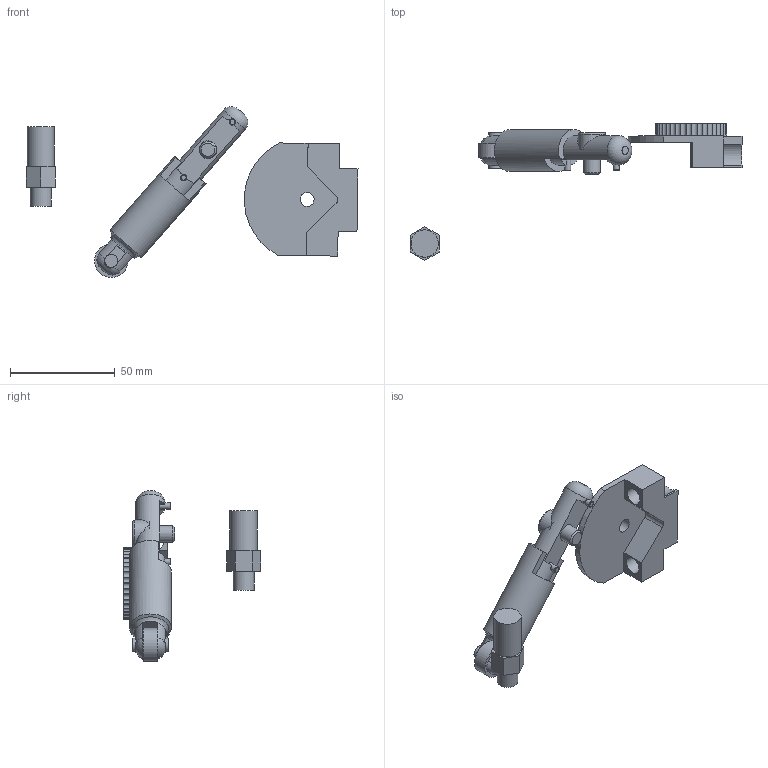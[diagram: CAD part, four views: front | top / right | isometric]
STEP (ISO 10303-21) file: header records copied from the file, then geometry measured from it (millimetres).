
FILE_DESCRIPTION(/* description */ ('Unknown'),/* implementation_level */ '2;1');
FILE_NAME(/* name */ 'AR22',/* time_stamp */ '2018-07-26T11:00:08-04:00',/* author */ ('Unknown'),/* organization */ ('Unknown'),/* preprocessor_version */ 'ST-DEVELOPER v16.7',/* originating_system */ 'DEX',/* authorisation */ $);
FILE_SCHEMA (('AUTOMOTIVE_DESIGN {1 0 10303 214 3 1 1}'));
Length unit declared in the file: millimetre
Products named in the file (7): Asm26; AR22_PART_1; AR22_PART_1_0; AR22_PART_2; AR19-PART_2_0; AR22_PART_3; AR22_PART_3_0
Assembly tree (6 placements, depth 3):
  Asm26
    AR22_PART_1
      AR22_PART_1_0
    AR22_PART_2
      AR19-PART_2_0
    AR22_PART_3
      AR22_PART_3_0
Bounding box: 158.28 x 65.38 x 81.49 mm (x, y, z)
Volume: 47297.7 mm3; surface area: 18340.3 mm2
Topology: 3 solids, 3 shells, 180 faces, 488 edges, 323 vertices
Faces by surface type: cylinder 109, plane 58, torus 8, cone 5
Full cylindrical faces by diameter (mm): 3 x2, 6.2 x3, 6.647 x1, 7 x1, 8 x1, 8.3 x2, 8.5 x1, 10 x1, 13 x2, 14 x1, 16 x1, 20 x1
Entity records: 6188 total; most frequent: CARTESIAN_POINT 1046, DIRECTION 1040, ORIENTED_EDGE 894, EDGE_CURVE 447, AXIS2_PLACEMENT_3D 428, VERTEX_POINT 311, CIRCLE 231, FACE_BOUND 226
